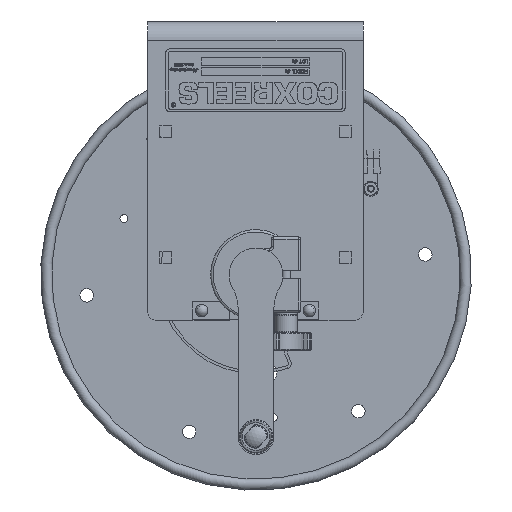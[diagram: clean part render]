
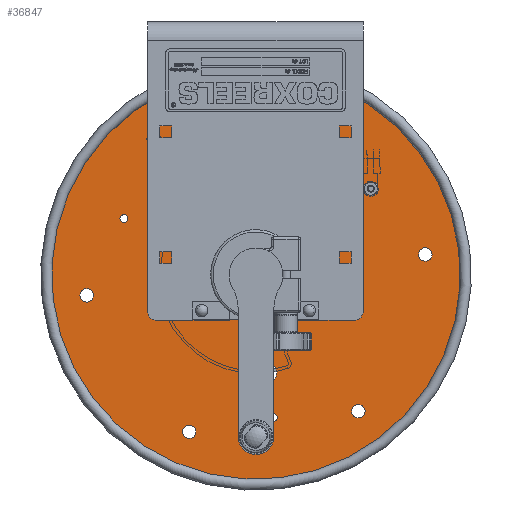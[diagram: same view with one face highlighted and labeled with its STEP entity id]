
A CAD part, left-side view. The second image highlights one B-rep face of the part: STEP entity #36847.
In plain terms, the highlighted planar face has unit normal (-1, 0, 0).
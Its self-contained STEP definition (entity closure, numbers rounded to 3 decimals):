
#2518=FACE_BOUND('',#5717,.T.);
#2519=FACE_BOUND('',#5718,.T.);
#2520=FACE_BOUND('',#5719,.T.);
#2521=FACE_BOUND('',#5720,.T.);
#2522=FACE_BOUND('',#5721,.T.);
#2523=FACE_BOUND('',#5722,.T.);
#2524=FACE_BOUND('',#5723,.T.);
#2525=FACE_BOUND('',#5724,.T.);
#2526=FACE_BOUND('',#5725,.T.);
#2527=FACE_BOUND('',#5726,.T.);
#2528=FACE_BOUND('',#5727,.T.);
#2529=FACE_BOUND('',#5728,.T.);
#2530=FACE_BOUND('',#5729,.T.);
#3112=CIRCLE('',#38592,0.25);
#3113=CIRCLE('',#38594,0.25);
#3114=CIRCLE('',#38596,0.25);
#3115=CIRCLE('',#38598,0.188);
#3116=CIRCLE('',#38600,0.188);
#3117=CIRCLE('',#38602,0.188);
#3118=CIRCLE('',#38604,0.188);
#3119=CIRCLE('',#38606,0.188);
#3120=CIRCLE('',#38608,0.188);
#3121=CIRCLE('',#38610,0.11);
#3122=CIRCLE('',#38612,0.11);
#3123=CIRCLE('',#38614,5.845);
#3124=CIRCLE('',#38615,0.565);
#3125=CIRCLE('',#38616,0.11);
#4178=FACE_OUTER_BOUND('',#5716,.T.);
#5716=EDGE_LOOP('',(#29454));
#5717=EDGE_LOOP('',(#29455));
#5718=EDGE_LOOP('',(#29456));
#5719=EDGE_LOOP('',(#29457));
#5720=EDGE_LOOP('',(#29458));
#5721=EDGE_LOOP('',(#29459));
#5722=EDGE_LOOP('',(#29460));
#5723=EDGE_LOOP('',(#29461));
#5724=EDGE_LOOP('',(#29462));
#5725=EDGE_LOOP('',(#29463));
#5726=EDGE_LOOP('',(#29464));
#5727=EDGE_LOOP('',(#29465));
#5728=EDGE_LOOP('',(#29466));
#5729=EDGE_LOOP('',(#29467));
#16261=VERTEX_POINT('',#58462);
#16262=VERTEX_POINT('',#58466);
#16263=VERTEX_POINT('',#58470);
#16264=VERTEX_POINT('',#58474);
#16265=VERTEX_POINT('',#58478);
#16266=VERTEX_POINT('',#58482);
#16267=VERTEX_POINT('',#58486);
#16268=VERTEX_POINT('',#58490);
#16269=VERTEX_POINT('',#58494);
#16270=VERTEX_POINT('',#58498);
#16271=VERTEX_POINT('',#58502);
#16272=VERTEX_POINT('',#58506);
#16273=VERTEX_POINT('',#58508);
#16274=VERTEX_POINT('',#58510);
#21655=EDGE_CURVE('',#16261,#16261,#3112,.T.);
#21657=EDGE_CURVE('',#16262,#16262,#3113,.T.);
#21659=EDGE_CURVE('',#16263,#16263,#3114,.T.);
#21660=EDGE_CURVE('',#16264,#16264,#3115,.T.);
#21662=EDGE_CURVE('',#16265,#16265,#3116,.T.);
#21664=EDGE_CURVE('',#16266,#16266,#3117,.T.);
#21666=EDGE_CURVE('',#16267,#16267,#3118,.T.);
#21668=EDGE_CURVE('',#16268,#16268,#3119,.T.);
#21670=EDGE_CURVE('',#16269,#16269,#3120,.T.);
#21673=EDGE_CURVE('',#16270,#16270,#3121,.T.);
#21675=EDGE_CURVE('',#16271,#16271,#3122,.T.);
#21676=EDGE_CURVE('',#16272,#16272,#3123,.T.);
#21677=EDGE_CURVE('',#16273,#16273,#3124,.T.);
#21678=EDGE_CURVE('',#16274,#16274,#3125,.T.);
#29454=ORIENTED_EDGE('',*,*,#21676,.F.);
#29455=ORIENTED_EDGE('',*,*,#21677,.T.);
#29456=ORIENTED_EDGE('',*,*,#21655,.T.);
#29457=ORIENTED_EDGE('',*,*,#21657,.T.);
#29458=ORIENTED_EDGE('',*,*,#21659,.T.);
#29459=ORIENTED_EDGE('',*,*,#21678,.T.);
#29460=ORIENTED_EDGE('',*,*,#21660,.T.);
#29461=ORIENTED_EDGE('',*,*,#21662,.T.);
#29462=ORIENTED_EDGE('',*,*,#21664,.T.);
#29463=ORIENTED_EDGE('',*,*,#21666,.T.);
#29464=ORIENTED_EDGE('',*,*,#21668,.T.);
#29465=ORIENTED_EDGE('',*,*,#21670,.T.);
#29466=ORIENTED_EDGE('',*,*,#21673,.T.);
#29467=ORIENTED_EDGE('',*,*,#21675,.T.);
#34308=PLANE('',#38613);
#36847=ADVANCED_FACE('',(#4178,#2518,#2519,#2520,#2521,#2522,#2523,#2524,
#2525,#2526,#2527,#2528,#2529,#2530),#34308,.T.);
#38592=AXIS2_PLACEMENT_3D('',#58464,#42890,#42891);
#38594=AXIS2_PLACEMENT_3D('',#58468,#42895,#42896);
#38596=AXIS2_PLACEMENT_3D('',#58472,#42900,#42901);
#38598=AXIS2_PLACEMENT_3D('',#58475,#42904,#42905);
#38600=AXIS2_PLACEMENT_3D('',#58479,#42909,#42910);
#38602=AXIS2_PLACEMENT_3D('',#58483,#42914,#42915);
#38604=AXIS2_PLACEMENT_3D('',#58487,#42919,#42920);
#38606=AXIS2_PLACEMENT_3D('',#58491,#42924,#42925);
#38608=AXIS2_PLACEMENT_3D('',#58495,#42929,#42930);
#38610=AXIS2_PLACEMENT_3D('',#58500,#42935,#42936);
#38612=AXIS2_PLACEMENT_3D('',#58504,#42940,#42941);
#38613=AXIS2_PLACEMENT_3D('',#58505,#42942,#42943);
#38614=AXIS2_PLACEMENT_3D('',#58507,#42944,#42945);
#38615=AXIS2_PLACEMENT_3D('',#58509,#42946,#42947);
#38616=AXIS2_PLACEMENT_3D('',#58511,#42948,#42949);
#42890=DIRECTION('center_axis',(1.,0.,0.));
#42891=DIRECTION('ref_axis',(0.,0.6,0.8));
#42895=DIRECTION('center_axis',(1.,0.,0.));
#42896=DIRECTION('ref_axis',(0.,0.6,0.8));
#42900=DIRECTION('center_axis',(1.,0.,0.));
#42901=DIRECTION('ref_axis',(0.,0.6,0.8));
#42904=DIRECTION('center_axis',(1.,0.,0.));
#42905=DIRECTION('ref_axis',(0.,-0.6,-0.8));
#42909=DIRECTION('center_axis',(1.,0.,0.));
#42910=DIRECTION('ref_axis',(0.,-0.993,0.12));
#42914=DIRECTION('center_axis',(1.,0.,0.));
#42915=DIRECTION('ref_axis',(0.,-0.392,0.92));
#42919=DIRECTION('center_axis',(1.,0.,0.));
#42920=DIRECTION('ref_axis',(0.,0.6,0.8));
#42924=DIRECTION('center_axis',(1.,0.,0.));
#42925=DIRECTION('ref_axis',(0.,0.993,-0.12));
#42929=DIRECTION('center_axis',(1.,0.,0.));
#42930=DIRECTION('ref_axis',(0.,0.392,-0.92));
#42935=DIRECTION('center_axis',(1.,0.,0.));
#42936=DIRECTION('ref_axis',(0.,0.392,-0.92));
#42940=DIRECTION('center_axis',(1.,0.,0.));
#42941=DIRECTION('ref_axis',(0.,-0.993,0.12));
#42942=DIRECTION('center_axis',(-1.,0.,0.));
#42943=DIRECTION('ref_axis',(0.,-0.8,0.6));
#42944=DIRECTION('center_axis',(1.,0.,0.));
#42945=DIRECTION('ref_axis',(0.,0.6,0.8));
#42946=DIRECTION('center_axis',(1.,0.,0.));
#42947=DIRECTION('ref_axis',(0.,-0.6,-0.8));
#42948=DIRECTION('center_axis',(1.,0.,0.));
#42949=DIRECTION('ref_axis',(0.,0.6,0.8));
#58462=CARTESIAN_POINT('',(-6.325,2.364,-6.032));
#58464=CARTESIAN_POINT('Origin',(-6.325,2.515,-5.832));
#58466=CARTESIAN_POINT('',(-6.325,-2.364,-5.459));
#58468=CARTESIAN_POINT('Origin',(-6.325,-2.214,-5.259));
#58470=CARTESIAN_POINT('',(-6.325,-0.496,-9.84));
#58472=CARTESIAN_POINT('Origin',(-6.325,-0.346,-9.641));
#58474=CARTESIAN_POINT('',(-6.325,-1.766,-2.391));
#58475=CARTESIAN_POINT('Origin',(-6.325,-1.878,-2.541));
#58478=CARTESIAN_POINT('',(-6.325,3.023,-3.135));
#58479=CARTESIAN_POINT('Origin',(-6.325,2.837,-3.112));
#58482=CARTESIAN_POINT('',(-6.325,4.774,-7.654));
#58483=CARTESIAN_POINT('Origin',(-6.325,4.701,-7.482));
#58486=CARTESIAN_POINT('',(-6.325,1.736,-11.43));
#58487=CARTESIAN_POINT('Origin',(-6.325,1.848,-11.28));
#58490=CARTESIAN_POINT('',(-6.325,-3.053,-10.686));
#58491=CARTESIAN_POINT('Origin',(-6.325,-2.867,-10.709));
#58494=CARTESIAN_POINT('',(-6.325,-4.804,-6.167));
#58495=CARTESIAN_POINT('Origin',(-6.325,-4.731,-6.339));
#58498=CARTESIAN_POINT('',(-6.325,3.621,-5.241));
#58500=CARTESIAN_POINT('Origin',(-6.325,3.664,-5.341));
#58502=CARTESIAN_POINT('',(-6.325,-0.387,-10.895));
#58504=CARTESIAN_POINT('Origin',(-6.325,-0.496,-10.882));
#58505=CARTESIAN_POINT('Origin',(-6.325,1.74,-4.574));
#58506=CARTESIAN_POINT('',(-6.325,3.495,-2.237));
#58507=CARTESIAN_POINT('Origin',(-6.325,-0.015,
-6.911));
#58508=CARTESIAN_POINT('',(-6.325,0.324,-6.459));
#58509=CARTESIAN_POINT('Origin',(-6.325,-0.015,
-6.911));
#58510=CARTESIAN_POINT('',(-6.325,-3.279,-4.596));
#58511=CARTESIAN_POINT('Origin',(-6.325,-3.214,-4.509));
